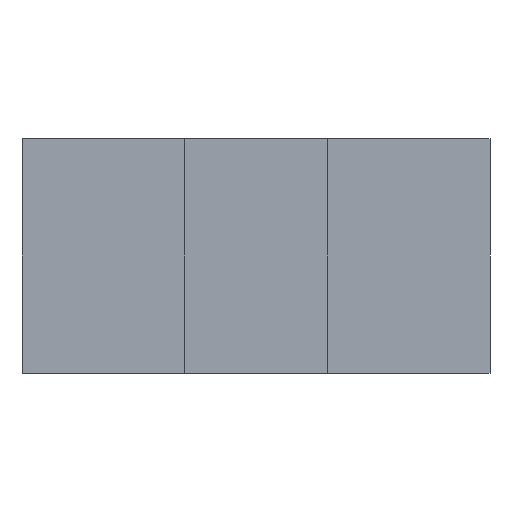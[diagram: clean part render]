
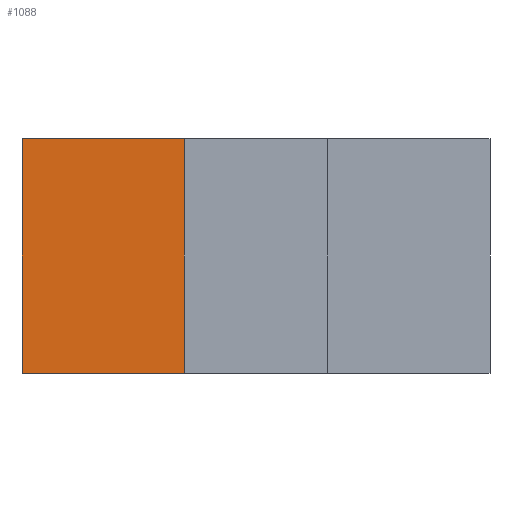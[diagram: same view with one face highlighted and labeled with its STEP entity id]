
A CAD part, front view. The second image highlights one B-rep face of the part: STEP entity #1088.
In plain terms, the highlighted planar face has unit normal (0, -1, 0).
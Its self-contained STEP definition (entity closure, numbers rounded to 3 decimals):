
#110=FACE_OUTER_BOUND('',#174,.T.);
#174=EDGE_LOOP('',(#750,#751,#752,#753));
#245=LINE('',#1422,#356);
#248=LINE('',#1428,#359);
#250=LINE('',#1431,#361);
#251=LINE('',#1433,#362);
#356=VECTOR('',#1222,10.);
#359=VECTOR('',#1227,10.);
#361=VECTOR('',#1231,10.);
#362=VECTOR('',#1234,10.);
#465=VERTEX_POINT('',#1419);
#466=VERTEX_POINT('',#1421);
#467=VERTEX_POINT('',#1425);
#468=VERTEX_POINT('',#1427);
#573=EDGE_CURVE('',#465,#466,#245,.T.);
#576=EDGE_CURVE('',#467,#468,#248,.T.);
#578=EDGE_CURVE('',#466,#467,#250,.T.);
#579=EDGE_CURVE('',#468,#465,#251,.T.);
#750=ORIENTED_EDGE('',*,*,#579,.F.);
#751=ORIENTED_EDGE('',*,*,#576,.F.);
#752=ORIENTED_EDGE('',*,*,#578,.F.);
#753=ORIENTED_EDGE('',*,*,#573,.F.);
#1048=PLANE('',#1169);
#1088=ADVANCED_FACE('',(#110),#1048,.F.);
#1169=AXIS2_PLACEMENT_3D('',#1434,#1235,#1236);
#1222=DIRECTION('',(1.,0.,0.));
#1227=DIRECTION('',(-1.,0.,0.));
#1231=DIRECTION('',(0.,0.,-1.));
#1234=DIRECTION('',(0.,0.,1.));
#1235=DIRECTION('center_axis',(0.,1.,0.));
#1236=DIRECTION('ref_axis',(1.,0.,0.));
#1419=CARTESIAN_POINT('',(-3.175,0.,1.59));
#1421=CARTESIAN_POINT('',(-0.975,0.,1.59));
#1422=CARTESIAN_POINT('',(-3.175,0.,1.59));
#1425=CARTESIAN_POINT('',(-0.975,0.,-1.59));
#1427=CARTESIAN_POINT('',(-3.175,0.,-1.59));
#1428=CARTESIAN_POINT('',(-0.975,0.,-1.59));
#1431=CARTESIAN_POINT('',(-0.975,0.,1.59));
#1433=CARTESIAN_POINT('',(-3.175,0.,-1.59));
#1434=CARTESIAN_POINT('Origin',(-2.075,0.,0.));
